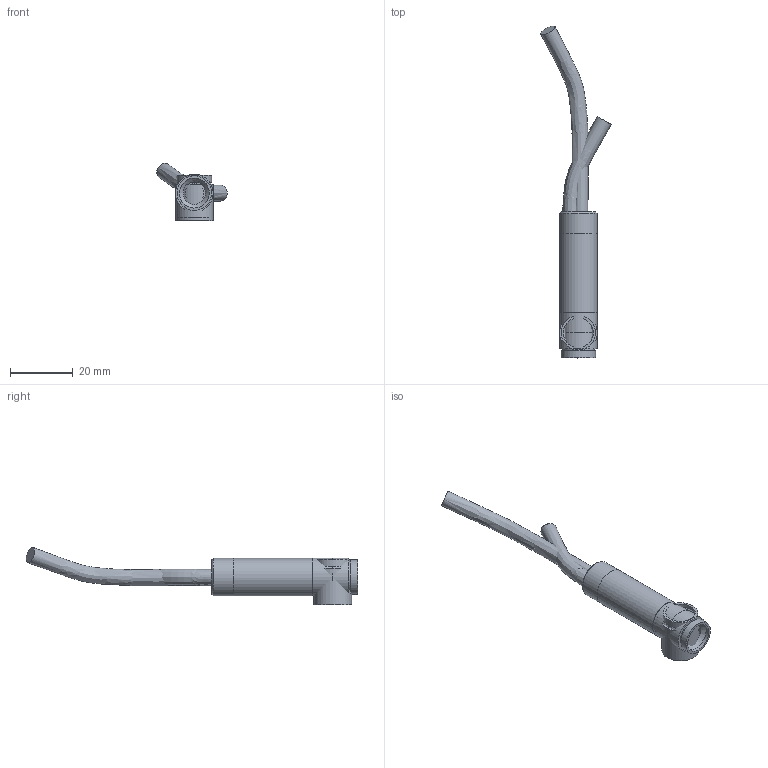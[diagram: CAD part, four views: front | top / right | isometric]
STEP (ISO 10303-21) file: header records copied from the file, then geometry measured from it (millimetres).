
FILE_DESCRIPTION( ( 'Unknown' ), '1' );
FILE_NAME( 'ASSY,SHORT HEAD.stp', 'Unknown', ( 'Unknown' ), ( 'Unknown' ), 'PSStep 13.0', 'Unknown', ' ' );
FILE_SCHEMA( ( 'AUTOMOTIVE_DESIGN { 1 0 10303 214 1 1 1 1 }' ) );
Length unit declared in the file: millimetre
Products named in the file (5): Assem1; PCB ASSY, LED 365NM-oa0; CABLE ASSY, HEAD; COVER,SHORT HEAD; 7mm lens holder 0.70mm spacer
Bounding box: 22.49 x 105.66 x 18.18 mm (x, y, z)
Surface area: 9475 mm2 (no closed solid volume)
Topology: 0 solids, 84 shells, 84 faces, 268 edges, 226 vertices
Faces by surface type: plane 42, cylinder 26, cone 10, bspline 4, torus 2
Full cylindrical faces by diameter (mm): 4.9 x2, 5.08 x2, 5.7 x2, 7.1 x2, 9.5 x2, 10 x4, 10.459 x2, 11 x2, 11.1 x2, 11.5 x2, 12 x4
Entity records: 2254 total; most frequent: CARTESIAN_POINT 805, DIRECTION 254, AXIS2_PLACEMENT_3D 109, ORIENTED_EDGE 104, EDGE_CURVE 104, VERTEX_POINT 104, FACE_BOUND 76, EDGE_LOOP 76
